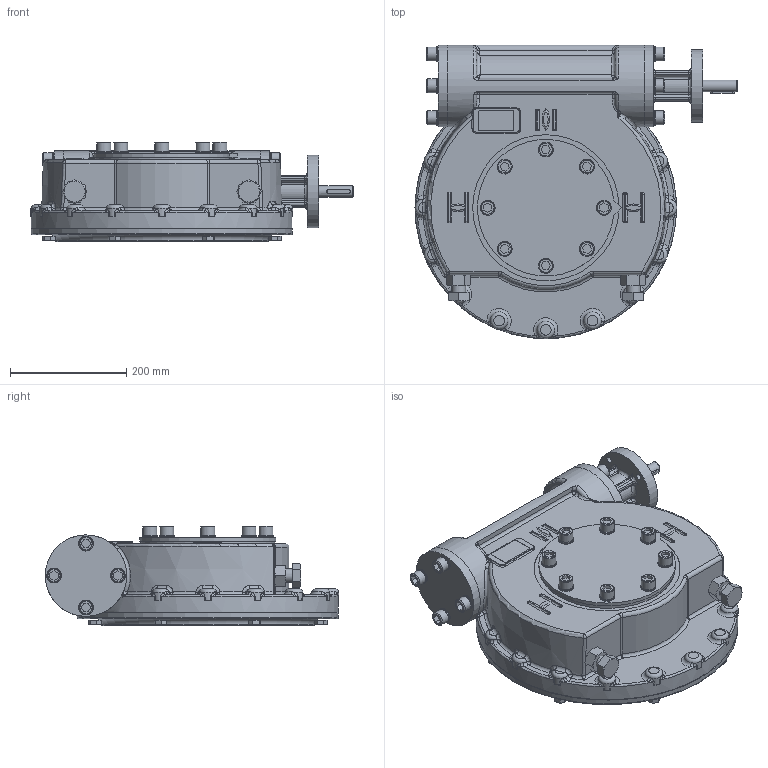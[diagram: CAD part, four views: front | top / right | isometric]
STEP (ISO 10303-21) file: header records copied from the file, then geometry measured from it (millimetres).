
FILE_DESCRIPTION(/* description */ ('Unknown'),/* implementation_level */ '2;1');
FILE_NAME(/* name */ 'PUB-IW72FB-F10-F30',/* time_stamp */ '2016-07-14T14:01:39+01:00',/* author */ ('Unknown'),/* organization */ ('Unknown'),/* preprocessor_version */ 'ST-DEVELOPER v16',/* originating_system */ 'DEX',/* authorisation */ $);
FILE_SCHEMA (('AUTOMOTIVE_DESIGN { 1 0 10303 214 3 1 1 }','AUTOMOTIVE_DESIGN {1 0 10303 214 3 1 1}'));
Products named in the file (1): PUB-IW72FB-F10-F30
Bounding box: 553.99 x 504.63 x 170.65 mm (x, y, z)
Surface area: 887114.5 mm2 (no closed solid volume)
Topology: 0 solids, 103 shells, 1130 faces, 4733 edges, 3640 vertices
Faces by surface type: plane 469, cylinder 234, bspline 195, cone 113, torus 105, sphere 14
Full cylindrical faces by diameter (mm): 10.5 x4, 12.5 x8, 17.294 x8, 20 x1, 24 x18, 30 x1, 70.1 x1, 125 x1, 140 x3, 170 x1, 230 x1, 251.5 x1
Entity records: 68365 total; most frequent: CARTESIAN_POINT 33653, ORIENTED_EDGE 6604, DIRECTION 5831, EDGE_CURVE 4522, VERTEX_POINT 3593, LINE 2043, VECTOR 2043, AXIS2_PLACEMENT_3D 1894
